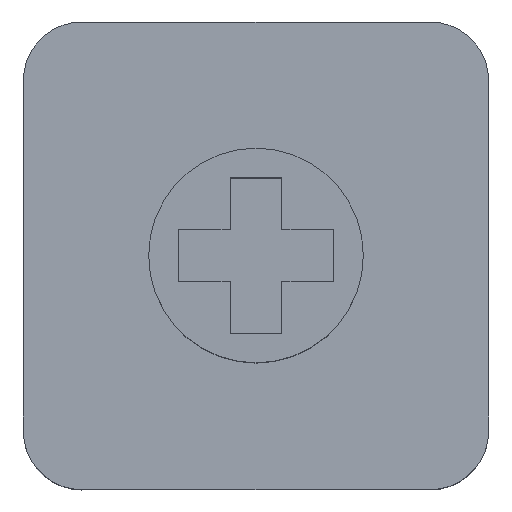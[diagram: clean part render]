
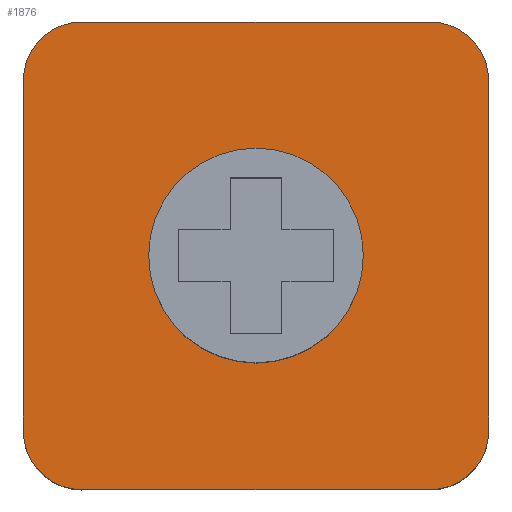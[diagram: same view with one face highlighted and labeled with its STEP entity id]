
A CAD part, top view. The second image highlights one B-rep face of the part: STEP entity #1876.
In plain terms, the highlighted planar face has unit normal (0, 0, 1).
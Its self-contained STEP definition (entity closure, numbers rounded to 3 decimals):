
#28=CIRCLE('',#1974,2.8);
#29=CIRCLE('',#1977,1.53);
#30=CIRCLE('',#1978,1.53);
#31=CIRCLE('',#1979,1.53);
#32=CIRCLE('',#1980,1.53);
#119=FACE_BOUND('',#318,.T.);
#209=FACE_OUTER_BOUND('',#317,.T.);
#317=EDGE_LOOP('',(#1662,#1663,#1664,#1665,#1666,#1667,#1668,#1669));
#318=EDGE_LOOP('',(#1670));
#522=LINE('',#3218,#727);
#523=LINE('',#3222,#728);
#524=LINE('',#3226,#729);
#525=LINE('',#3230,#730);
#727=VECTOR('',#2326,10.);
#728=VECTOR('',#2329,10.);
#729=VECTOR('',#2332,10.);
#730=VECTOR('',#2335,10.);
#908=VERTEX_POINT('',#3211);
#909=VERTEX_POINT('',#3216);
#910=VERTEX_POINT('',#3217);
#911=VERTEX_POINT('',#3219);
#912=VERTEX_POINT('',#3221);
#913=VERTEX_POINT('',#3223);
#914=VERTEX_POINT('',#3225);
#915=VERTEX_POINT('',#3227);
#916=VERTEX_POINT('',#3229);
#1167=EDGE_CURVE('',#908,#908,#28,.T.);
#1168=EDGE_CURVE('',#909,#910,#522,.T.);
#1169=EDGE_CURVE('',#910,#911,#29,.T.);
#1170=EDGE_CURVE('',#911,#912,#523,.T.);
#1171=EDGE_CURVE('',#912,#913,#30,.T.);
#1172=EDGE_CURVE('',#913,#914,#524,.T.);
#1173=EDGE_CURVE('',#914,#915,#31,.T.);
#1174=EDGE_CURVE('',#915,#916,#525,.T.);
#1175=EDGE_CURVE('',#916,#909,#32,.T.);
#1662=ORIENTED_EDGE('',*,*,#1168,.T.);
#1663=ORIENTED_EDGE('',*,*,#1169,.T.);
#1664=ORIENTED_EDGE('',*,*,#1170,.T.);
#1665=ORIENTED_EDGE('',*,*,#1171,.T.);
#1666=ORIENTED_EDGE('',*,*,#1172,.T.);
#1667=ORIENTED_EDGE('',*,*,#1173,.T.);
#1668=ORIENTED_EDGE('',*,*,#1174,.T.);
#1669=ORIENTED_EDGE('',*,*,#1175,.T.);
#1670=ORIENTED_EDGE('',*,*,#1167,.T.);
#1780=PLANE('',#1976);
#1876=ADVANCED_FACE('',(#209,#119),#1780,.T.);
#1974=AXIS2_PLACEMENT_3D('',#3213,#2320,#2321);
#1976=AXIS2_PLACEMENT_3D('',#3215,#2324,#2325);
#1977=AXIS2_PLACEMENT_3D('',#3220,#2327,#2328);
#1978=AXIS2_PLACEMENT_3D('',#3224,#2330,#2331);
#1979=AXIS2_PLACEMENT_3D('',#3228,#2333,#2334);
#1980=AXIS2_PLACEMENT_3D('',#3231,#2336,#2337);
#2320=DIRECTION('center_axis',(0.,0.,-1.));
#2321=DIRECTION('ref_axis',(1.,0.,0.));
#2324=DIRECTION('center_axis',(0.,0.,1.));
#2325=DIRECTION('ref_axis',(1.,0.,0.));
#2326=DIRECTION('',(-1.,0.,0.));
#2327=DIRECTION('center_axis',(0.,0.,1.));
#2328=DIRECTION('ref_axis',(0.,1.,0.));
#2329=DIRECTION('',(0.,-1.,0.));
#2330=DIRECTION('center_axis',(0.,0.,1.));
#2331=DIRECTION('ref_axis',(-1.,0.,0.));
#2332=DIRECTION('',(1.,0.,0.));
#2333=DIRECTION('center_axis',(0.,0.,1.));
#2334=DIRECTION('ref_axis',(0.,-1.,0.));
#2335=DIRECTION('',(0.,1.,0.));
#2336=DIRECTION('center_axis',(0.,0.,1.));
#2337=DIRECTION('ref_axis',(1.,0.,0.));
#3211=CARTESIAN_POINT('',(3.27,6.1,5.));
#3213=CARTESIAN_POINT('Origin',(6.07,6.1,5.));
#3215=CARTESIAN_POINT('Origin',(6.07,6.1,5.));
#3216=CARTESIAN_POINT('',(10.61,12.2,5.));
#3217=CARTESIAN_POINT('',(1.53,12.2,5.));
#3218=CARTESIAN_POINT('',(10.61,12.2,5.));
#3219=CARTESIAN_POINT('',(0.,10.67,5.));
#3220=CARTESIAN_POINT('Origin',(1.53,10.67,5.));
#3221=CARTESIAN_POINT('',(0.,1.53,5.));
#3222=CARTESIAN_POINT('',(0.,10.67,5.));
#3223=CARTESIAN_POINT('',(1.53,0.,5.));
#3224=CARTESIAN_POINT('Origin',(1.53,1.53,5.));
#3225=CARTESIAN_POINT('',(10.61,0.,5.));
#3226=CARTESIAN_POINT('',(1.53,0.,5.));
#3227=CARTESIAN_POINT('',(12.14,1.53,5.));
#3228=CARTESIAN_POINT('Origin',(10.61,1.53,5.));
#3229=CARTESIAN_POINT('',(12.14,10.67,5.));
#3230=CARTESIAN_POINT('',(12.14,1.53,5.));
#3231=CARTESIAN_POINT('Origin',(10.61,10.67,5.));
